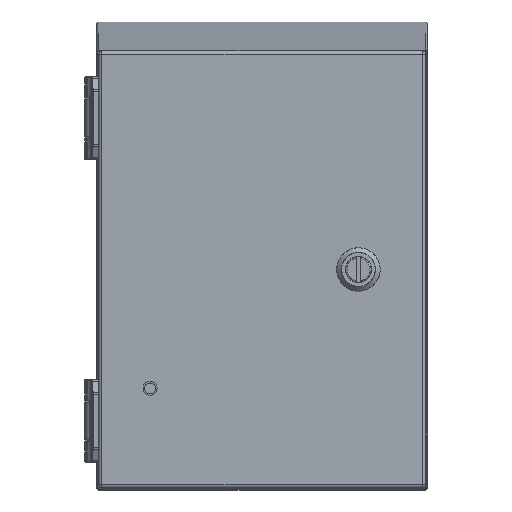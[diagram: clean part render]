
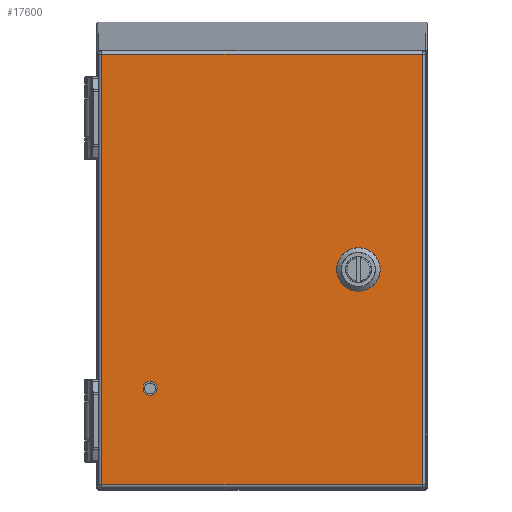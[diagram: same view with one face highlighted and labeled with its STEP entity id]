
A CAD part, top view. The second image highlights one B-rep face of the part: STEP entity #17600.
In plain terms, the highlighted planar face has unit normal (0, 0, 1).
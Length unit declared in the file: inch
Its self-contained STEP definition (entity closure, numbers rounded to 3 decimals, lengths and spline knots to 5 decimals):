
#60 = DIRECTION ( 'NONE',  ( 0., 0., 1. ) ) ;
#1150 = VECTOR ( 'NONE', #34837, 39.37008 ) ;
#1551 = CIRCLE ( 'NONE', #79449, 0.09805 ) ;
#2129 = CARTESIAN_POINT ( 'NONE',  ( 1.44392, -0.08845, 4.18453 ) ) ;
#2427 = EDGE_CURVE ( 'NONE', #35391, #55893, #50355, .T. ) ;
#3295 = VECTOR ( 'NONE', #10445, 39.37008 ) ;
#3358 = DIRECTION ( 'NONE',  ( 0., 0., 1. ) ) ;
#3375 = EDGE_CURVE ( 'NONE', #5849, #43677, #20961, .T. ) ;
#4004 = CARTESIAN_POINT ( 'NONE',  ( 2.90945, 3.91, 4.18453 ) ) ;
#5019 = EDGE_CURVE ( 'NONE', #70484, #48204, #74060, .T. ) ;
#5849 = VERTEX_POINT ( 'NONE', #38034 ) ;
#6281 = CARTESIAN_POINT ( 'NONE',  ( -2.91055, -3.97, 4.18453 ) ) ;
#6656 = DIRECTION ( 'NONE',  ( -1., 0., 0. ) ) ;
#10355 = LINE ( 'NONE', #48759, #78095 ) ;
#10445 = DIRECTION ( 'NONE',  ( 1., 0., 0. ) ) ;
#11525 = CARTESIAN_POINT ( 'NONE',  ( -2.91055, 3.91, 4.18453 ) ) ;
#11567 = CARTESIAN_POINT ( 'NONE',  ( 2.90945, -3.91, 4.18453 ) ) ;
#12451 = AXIS2_PLACEMENT_3D ( 'NONE', #59037, #60, #20052 ) ;
#13107 = DIRECTION ( 'NONE',  ( 1., 0., 0. ) ) ;
#13220 = AXIS2_PLACEMENT_3D ( 'NONE', #13952, #39606, #65781 ) ;
#13952 = CARTESIAN_POINT ( 'NONE',  ( 1.75145, 0., 4.18453 ) ) ;
#15011 = CARTESIAN_POINT ( 'NONE',  ( 1.66301, -0.30753, 4.18453 ) ) ;
#15695 = ORIENTED_EDGE ( 'NONE', *, *, #3375, .T. ) ;
#16012 = VERTEX_POINT ( 'NONE', #84473 ) ;
#16658 = CARTESIAN_POINT ( 'NONE',  ( 1.07344, 1.07399, 4.18453 ) ) ;
#16663 = VERTEX_POINT ( 'NONE', #35723 ) ;
#17360 = DIRECTION ( 'NONE',  ( 1., 0., 0. ) ) ;
#17600 = ADVANCED_FACE ( 'NONE', ( #50120, #45395, #84059 ), #56595, .T. ) ;
#17967 = ORIENTED_EDGE ( 'NONE', *, *, #79817, .T. ) ;
#18298 = AXIS2_PLACEMENT_3D ( 'NONE', #38597, #83231, #30978 ) ;
#18963 = EDGE_CURVE ( 'NONE', #57996, #16012, #10355, .T. ) ;
#20052 = DIRECTION ( 'NONE',  ( 1., 0., 0. ) ) ;
#20961 = LINE ( 'NONE', #46581, #81577 ) ;
#21462 = VERTEX_POINT ( 'NONE', #11525 ) ;
#22412 = ORIENTED_EDGE ( 'NONE', *, *, #62020, .T. ) ;
#24388 = EDGE_CURVE ( 'NONE', #29961, #43712, #40757, .T. ) ;
#24813 = EDGE_CURVE ( 'NONE', #35391, #16012, #50037, .T. ) ;
#25071 = CARTESIAN_POINT ( 'NONE',  ( -2.97055, 3.91, 4.18453 ) ) ;
#26995 = EDGE_LOOP ( 'NONE', ( #58020 ) ) ;
#28246 = DIRECTION ( 'NONE',  ( 0., 1., 0. ) ) ;
#28280 = AXIS2_PLACEMENT_3D ( 'NONE', #36356, #3358, #50313 ) ;
#28768 = DIRECTION ( 'NONE',  ( 0.707, 0.707, 0. ) ) ;
#29960 = CARTESIAN_POINT ( 'NONE',  ( 2.90945, 3.97, 4.18453 ) ) ;
#29961 = VERTEX_POINT ( 'NONE', #15011 ) ;
#30664 = DIRECTION ( 'NONE',  ( 0., 0., 1. ) ) ;
#30978 = DIRECTION ( 'NONE',  ( 1., 0., 0. ) ) ;
#31346 = VECTOR ( 'NONE', #84220, 39.37008 ) ;
#31733 = CARTESIAN_POINT ( 'NONE',  ( 1.44392, 0.08845, 4.18453 ) ) ;
#31904 = EDGE_CURVE ( 'NONE', #48204, #21462, #51930, .T. ) ;
#32688 = EDGE_LOOP ( 'NONE', ( #38720, #81298, #22412, #17967 ) ) ;
#32803 = CARTESIAN_POINT ( 'NONE',  ( 2.05899, 0.08845, 4.18453 ) ) ;
#33186 = VECTOR ( 'NONE', #6656, 39.37008 ) ;
#34837 = DIRECTION ( 'NONE',  ( -0.707, 0.707, 0. ) ) ;
#35297 = CARTESIAN_POINT ( 'NONE',  ( 2.96945, -3.91, 4.18453 ) ) ;
#35391 = VERTEX_POINT ( 'NONE', #58880 ) ;
#35723 = CARTESIAN_POINT ( 'NONE',  ( -2.91055, -3.91, 4.18453 ) ) ;
#36356 = CARTESIAN_POINT ( 'NONE',  ( 1.75145, 0., 4.18453 ) ) ;
#36641 = CIRCLE ( 'NONE', #84474, 0.32 ) ;
#37076 = ORIENTED_EDGE ( 'NONE', *, *, #59909, .F. ) ;
#38034 = CARTESIAN_POINT ( 'NONE',  ( 2.05899, -0.08845, 4.18453 ) ) ;
#38597 = CARTESIAN_POINT ( 'NONE',  ( -0.00055, 0., 4.18453 ) ) ;
#38720 = ORIENTED_EDGE ( 'NONE', *, *, #5019, .T. ) ;
#39606 = DIRECTION ( 'NONE',  ( 0., 0., 1. ) ) ;
#40757 = LINE ( 'NONE', #66513, #1150 ) ;
#43425 = ORIENTED_EDGE ( 'NONE', *, *, #44305, .F. ) ;
#43677 = VERTEX_POINT ( 'NONE', #74460 ) ;
#43712 = VERTEX_POINT ( 'NONE', #2129 ) ;
#44305 = EDGE_CURVE ( 'NONE', #57996, #43712, #61634, .T. ) ;
#45375 = VERTEX_POINT ( 'NONE', #71146 ) ;
#45395 = FACE_BOUND ( 'NONE', #26995, .T. ) ;
#46581 = CARTESIAN_POINT ( 'NONE',  ( 1.07344, -1.07399, 4.18453 ) ) ;
#48085 = EDGE_CURVE ( 'NONE', #45375, #45375, #1551, .T. ) ;
#48204 = VERTEX_POINT ( 'NONE', #4004 ) ;
#48759 = CARTESIAN_POINT ( 'NONE',  ( 0.67746, -0.67801, 4.18453 ) ) ;
#49800 = ORIENTED_EDGE ( 'NONE', *, *, #24813, .F. ) ;
#49810 = CARTESIAN_POINT ( 'NONE',  ( -2.03555, -2.16, 4.18453 ) ) ;
#50037 = CIRCLE ( 'NONE', #13220, 0.32 ) ;
#50120 = FACE_BOUND ( 'NONE', #61110, .T. ) ;
#50313 = DIRECTION ( 'NONE',  ( 1., 0., 0. ) ) ;
#50355 = LINE ( 'NONE', #16658, #82722 ) ;
#51073 = ORIENTED_EDGE ( 'NONE', *, *, #2427, .T. ) ;
#51930 = LINE ( 'NONE', #25071, #33186 ) ;
#55893 = VERTEX_POINT ( 'NONE', #32803 ) ;
#56595 = PLANE ( 'NONE',  #18298 ) ;
#57606 = LINE ( 'NONE', #6281, #31346 ) ;
#57996 = VERTEX_POINT ( 'NONE', #31733 ) ;
#58020 = ORIENTED_EDGE ( 'NONE', *, *, #48085, .F. ) ;
#58880 = CARTESIAN_POINT ( 'NONE',  ( 1.8399, 0.30753, 4.18453 ) ) ;
#59037 = CARTESIAN_POINT ( 'NONE',  ( 1.75145, 0., 4.18453 ) ) ;
#59909 = EDGE_CURVE ( 'NONE', #29961, #43677, #36641, .T. ) ;
#61110 = EDGE_LOOP ( 'NONE', ( #43425, #79337, #49800, #51073, #61259, #15695, #37076, #73268 ) ) ;
#61259 = ORIENTED_EDGE ( 'NONE', *, *, #82006, .F. ) ;
#61634 = CIRCLE ( 'NONE', #12451, 0.32 ) ;
#62020 = EDGE_CURVE ( 'NONE', #21462, #16663, #57606, .T. ) ;
#65182 = CIRCLE ( 'NONE', #28280, 0.32 ) ;
#65781 = DIRECTION ( 'NONE',  ( 1., 0., 0. ) ) ;
#66513 = CARTESIAN_POINT ( 'NONE',  ( 0.67746, 0.67801, 4.18453 ) ) ;
#67354 = DIRECTION ( 'NONE',  ( 0., 0., 1. ) ) ;
#70484 = VERTEX_POINT ( 'NONE', #11567 ) ;
#71146 = CARTESIAN_POINT ( 'NONE',  ( -1.9375, -2.16, 4.18453 ) ) ;
#71332 = CARTESIAN_POINT ( 'NONE',  ( 1.75145, 0., 4.18453 ) ) ;
#72363 = DIRECTION ( 'NONE',  ( -0.707, -0.707, 0. ) ) ;
#73268 = ORIENTED_EDGE ( 'NONE', *, *, #24388, .T. ) ;
#74060 = LINE ( 'NONE', #29960, #78083 ) ;
#74460 = CARTESIAN_POINT ( 'NONE',  ( 1.8399, -0.30753, 4.18453 ) ) ;
#75098 = LINE ( 'NONE', #35297, #3295 ) ;
#78083 = VECTOR ( 'NONE', #28246, 39.37008 ) ;
#78095 = VECTOR ( 'NONE', #28768, 39.37008 ) ;
#79337 = ORIENTED_EDGE ( 'NONE', *, *, #18963, .T. ) ;
#79449 = AXIS2_PLACEMENT_3D ( 'NONE', #49810, #30664, #17360 ) ;
#79817 = EDGE_CURVE ( 'NONE', #16663, #70484, #75098, .T. ) ;
#81298 = ORIENTED_EDGE ( 'NONE', *, *, #31904, .T. ) ;
#81577 = VECTOR ( 'NONE', #72363, 39.37008 ) ;
#82006 = EDGE_CURVE ( 'NONE', #5849, #55893, #65182, .T. ) ;
#82216 = DIRECTION ( 'NONE',  ( 0.707, -0.707, 0. ) ) ;
#82722 = VECTOR ( 'NONE', #82216, 39.37008 ) ;
#83231 = DIRECTION ( 'NONE',  ( 0., 0., 1. ) ) ;
#84059 = FACE_OUTER_BOUND ( 'NONE', #32688, .T. ) ;
#84220 = DIRECTION ( 'NONE',  ( 0., -1., 0. ) ) ;
#84473 = CARTESIAN_POINT ( 'NONE',  ( 1.66301, 0.30753, 4.18453 ) ) ;
#84474 = AXIS2_PLACEMENT_3D ( 'NONE', #71332, #67354, #13107 ) ;
